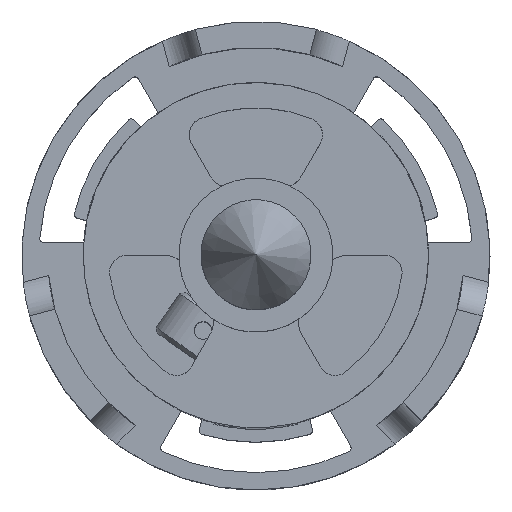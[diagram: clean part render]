
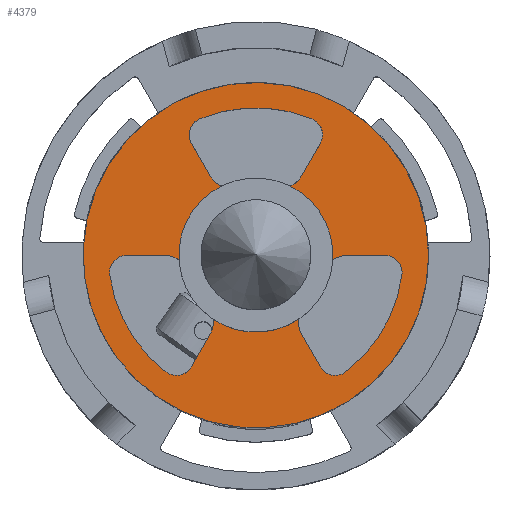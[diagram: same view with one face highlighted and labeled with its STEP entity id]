
A CAD part, top view. The second image highlights one B-rep face of the part: STEP entity #4379.
In plain terms, the highlighted face is planar.
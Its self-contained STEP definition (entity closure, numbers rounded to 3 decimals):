
#84=LINE('',#11927,#352);
#85=LINE('',#11935,#353);
#86=LINE('',#11943,#354);
#87=LINE('',#11951,#355);
#88=LINE('',#11959,#356);
#89=LINE('',#11967,#357);
#352=VECTOR('',#5452,2.142);
#353=VECTOR('',#5459,2.142);
#354=VECTOR('',#5466,2.142);
#355=VECTOR('',#5473,2.142);
#356=VECTOR('',#5480,2.142);
#357=VECTOR('',#5487,2.142);
#697=PLANE('',#4788);
#894=FACE_BOUND('',#1288,.T.);
#895=FACE_BOUND('',#1289,.T.);
#896=FACE_BOUND('',#1290,.T.);
#897=FACE_BOUND('',#1291,.T.);
#1001=FACE_OUTER_BOUND('',#1287,.T.);
#1287=EDGE_LOOP('',(#3190));
#1288=EDGE_LOOP('',(#3191,#3192,#3193,#3194,#3195,#3196,#3197,#3198));
#1289=EDGE_LOOP('',(#3199,#3200,#3201,#3202,#3203,#3204,#3205,#3206));
#1290=EDGE_LOOP('',(#3207,#3208,#3209,#3210,#3211,#3212,#3213,#3214));
#1291=EDGE_LOOP('',(#3215));
#1550=CIRCLE('',#4787,9.96);
#1551=CIRCLE('',#4789,8.5);
#1552=CIRCLE('',#4790,1.);
#1553=CIRCLE('',#4791,1.5);
#1554=CIRCLE('',#4792,4.);
#1555=CIRCLE('',#4793,1.5);
#1556=CIRCLE('',#4794,1.);
#1557=CIRCLE('',#4795,8.5);
#1558=CIRCLE('',#4796,1.);
#1559=CIRCLE('',#4797,1.5);
#1560=CIRCLE('',#4798,4.);
#1561=CIRCLE('',#4799,1.5);
#1562=CIRCLE('',#4800,1.);
#1563=CIRCLE('',#4801,8.5);
#1564=CIRCLE('',#4802,1.);
#1565=CIRCLE('',#4803,1.5);
#1566=CIRCLE('',#4804,4.);
#1567=CIRCLE('',#4805,1.5);
#1568=CIRCLE('',#4806,1.);
#1569=CIRCLE('',#4807,3.175);
#1873=VERTEX_POINT('',#11918);
#1874=VERTEX_POINT('',#11921);
#1875=VERTEX_POINT('',#11922);
#1876=VERTEX_POINT('',#11924);
#1877=VERTEX_POINT('',#11926);
#1878=VERTEX_POINT('',#11928);
#1879=VERTEX_POINT('',#11930);
#1880=VERTEX_POINT('',#11932);
#1881=VERTEX_POINT('',#11934);
#1882=VERTEX_POINT('',#11937);
#1883=VERTEX_POINT('',#11938);
#1884=VERTEX_POINT('',#11940);
#1885=VERTEX_POINT('',#11942);
#1886=VERTEX_POINT('',#11944);
#1887=VERTEX_POINT('',#11946);
#1888=VERTEX_POINT('',#11948);
#1889=VERTEX_POINT('',#11950);
#1890=VERTEX_POINT('',#11953);
#1891=VERTEX_POINT('',#11954);
#1892=VERTEX_POINT('',#11956);
#1893=VERTEX_POINT('',#11958);
#1894=VERTEX_POINT('',#11960);
#1895=VERTEX_POINT('',#11962);
#1896=VERTEX_POINT('',#11964);
#1897=VERTEX_POINT('',#11966);
#1898=VERTEX_POINT('',#11969);
#2370=EDGE_CURVE('',#1873,#1873,#1550,.T.);
#2371=EDGE_CURVE('',#1874,#1875,#1551,.F.);
#2372=EDGE_CURVE('',#1874,#1876,#1552,.T.);
#2373=EDGE_CURVE('',#1876,#1877,#84,.T.);
#2374=EDGE_CURVE('',#1877,#1878,#1553,.T.);
#2375=EDGE_CURVE('',#1878,#1879,#1554,.F.);
#2376=EDGE_CURVE('',#1879,#1880,#1555,.T.);
#2377=EDGE_CURVE('',#1881,#1880,#85,.T.);
#2378=EDGE_CURVE('',#1881,#1875,#1556,.T.);
#2379=EDGE_CURVE('',#1882,#1883,#1557,.F.);
#2380=EDGE_CURVE('',#1882,#1884,#1558,.T.);
#2381=EDGE_CURVE('',#1884,#1885,#86,.T.);
#2382=EDGE_CURVE('',#1885,#1886,#1559,.T.);
#2383=EDGE_CURVE('',#1886,#1887,#1560,.F.);
#2384=EDGE_CURVE('',#1887,#1888,#1561,.T.);
#2385=EDGE_CURVE('',#1889,#1888,#87,.T.);
#2386=EDGE_CURVE('',#1889,#1883,#1562,.T.);
#2387=EDGE_CURVE('',#1890,#1891,#1563,.F.);
#2388=EDGE_CURVE('',#1890,#1892,#1564,.T.);
#2389=EDGE_CURVE('',#1892,#1893,#88,.T.);
#2390=EDGE_CURVE('',#1893,#1894,#1565,.T.);
#2391=EDGE_CURVE('',#1894,#1895,#1566,.F.);
#2392=EDGE_CURVE('',#1895,#1896,#1567,.T.);
#2393=EDGE_CURVE('',#1897,#1896,#89,.T.);
#2394=EDGE_CURVE('',#1897,#1891,#1568,.T.);
#2395=EDGE_CURVE('',#1898,#1898,#1569,.F.);
#3190=ORIENTED_EDGE('',*,*,#2370,.F.);
#3191=ORIENTED_EDGE('',*,*,#2371,.F.);
#3192=ORIENTED_EDGE('',*,*,#2372,.T.);
#3193=ORIENTED_EDGE('',*,*,#2373,.T.);
#3194=ORIENTED_EDGE('',*,*,#2374,.T.);
#3195=ORIENTED_EDGE('',*,*,#2375,.T.);
#3196=ORIENTED_EDGE('',*,*,#2376,.T.);
#3197=ORIENTED_EDGE('',*,*,#2377,.F.);
#3198=ORIENTED_EDGE('',*,*,#2378,.T.);
#3199=ORIENTED_EDGE('',*,*,#2379,.F.);
#3200=ORIENTED_EDGE('',*,*,#2380,.T.);
#3201=ORIENTED_EDGE('',*,*,#2381,.T.);
#3202=ORIENTED_EDGE('',*,*,#2382,.T.);
#3203=ORIENTED_EDGE('',*,*,#2383,.T.);
#3204=ORIENTED_EDGE('',*,*,#2384,.T.);
#3205=ORIENTED_EDGE('',*,*,#2385,.F.);
#3206=ORIENTED_EDGE('',*,*,#2386,.T.);
#3207=ORIENTED_EDGE('',*,*,#2387,.F.);
#3208=ORIENTED_EDGE('',*,*,#2388,.T.);
#3209=ORIENTED_EDGE('',*,*,#2389,.T.);
#3210=ORIENTED_EDGE('',*,*,#2390,.T.);
#3211=ORIENTED_EDGE('',*,*,#2391,.T.);
#3212=ORIENTED_EDGE('',*,*,#2392,.T.);
#3213=ORIENTED_EDGE('',*,*,#2393,.F.);
#3214=ORIENTED_EDGE('',*,*,#2394,.T.);
#3215=ORIENTED_EDGE('',*,*,#2395,.F.);
#4379=ADVANCED_FACE('',(#1001,#894,#895,#896,#897),#697,.F.);
#4787=AXIS2_PLACEMENT_3D('',#11919,#5444,#5445);
#4788=AXIS2_PLACEMENT_3D('',#11920,#5446,#5447);
#4789=AXIS2_PLACEMENT_3D('',#11923,#5448,#5449);
#4790=AXIS2_PLACEMENT_3D('',#11925,#5450,#5451);
#4791=AXIS2_PLACEMENT_3D('',#11929,#5453,#5454);
#4792=AXIS2_PLACEMENT_3D('',#11931,#5455,#5456);
#4793=AXIS2_PLACEMENT_3D('',#11933,#5457,#5458);
#4794=AXIS2_PLACEMENT_3D('',#11936,#5460,#5461);
#4795=AXIS2_PLACEMENT_3D('',#11939,#5462,#5463);
#4796=AXIS2_PLACEMENT_3D('',#11941,#5464,#5465);
#4797=AXIS2_PLACEMENT_3D('',#11945,#5467,#5468);
#4798=AXIS2_PLACEMENT_3D('',#11947,#5469,#5470);
#4799=AXIS2_PLACEMENT_3D('',#11949,#5471,#5472);
#4800=AXIS2_PLACEMENT_3D('',#11952,#5474,#5475);
#4801=AXIS2_PLACEMENT_3D('',#11955,#5476,#5477);
#4802=AXIS2_PLACEMENT_3D('',#11957,#5478,#5479);
#4803=AXIS2_PLACEMENT_3D('',#11961,#5481,#5482);
#4804=AXIS2_PLACEMENT_3D('',#11963,#5483,#5484);
#4805=AXIS2_PLACEMENT_3D('',#11965,#5485,#5486);
#4806=AXIS2_PLACEMENT_3D('',#11968,#5488,#5489);
#4807=AXIS2_PLACEMENT_3D('',#11970,#5490,#5491);
#5444=DIRECTION('center_axis',(0.,0.,1.));
#5445=DIRECTION('ref_axis',(1.,0.,0.));
#5446=DIRECTION('center_axis',(0.,0.,1.));
#5447=DIRECTION('ref_axis',(1.,0.,0.));
#5448=DIRECTION('center_axis',(0.,0.,1.));
#5449=DIRECTION('ref_axis',(1.,0.,0.));
#5450=DIRECTION('center_axis',(0.,0.,1.));
#5451=DIRECTION('ref_axis',(1.,0.,0.));
#5452=DIRECTION('',(-0.5,0.866,0.));
#5453=DIRECTION('center_axis',(0.,0.,1.));
#5454=DIRECTION('ref_axis',(1.,0.,0.));
#5455=DIRECTION('center_axis',(0.,0.,1.));
#5456=DIRECTION('ref_axis',(1.,0.,0.));
#5457=DIRECTION('center_axis',(0.,0.,1.));
#5458=DIRECTION('ref_axis',(1.,0.,0.));
#5459=DIRECTION('',(0.5,0.866,0.));
#5460=DIRECTION('center_axis',(0.,0.,1.));
#5461=DIRECTION('ref_axis',(1.,0.,0.));
#5462=DIRECTION('center_axis',(0.,0.,1.));
#5463=DIRECTION('ref_axis',(1.,0.,0.));
#5464=DIRECTION('center_axis',(0.,0.,1.));
#5465=DIRECTION('ref_axis',(1.,0.,0.));
#5466=DIRECTION('',(-0.5,-0.866,0.));
#5467=DIRECTION('center_axis',(0.,0.,1.));
#5468=DIRECTION('ref_axis',(1.,0.,0.));
#5469=DIRECTION('center_axis',(0.,0.,1.));
#5470=DIRECTION('ref_axis',(1.,0.,0.));
#5471=DIRECTION('center_axis',(0.,0.,1.));
#5472=DIRECTION('ref_axis',(1.,0.,0.));
#5473=DIRECTION('',(-1.,0.,0.));
#5474=DIRECTION('center_axis',(0.,0.,1.));
#5475=DIRECTION('ref_axis',(1.,0.,0.));
#5476=DIRECTION('center_axis',(0.,0.,1.));
#5477=DIRECTION('ref_axis',(1.,0.,0.));
#5478=DIRECTION('center_axis',(0.,0.,1.));
#5479=DIRECTION('ref_axis',(1.,0.,0.));
#5480=DIRECTION('',(1.,0.,0.));
#5481=DIRECTION('center_axis',(0.,0.,1.));
#5482=DIRECTION('ref_axis',(1.,0.,0.));
#5483=DIRECTION('center_axis',(0.,0.,1.));
#5484=DIRECTION('ref_axis',(1.,0.,0.));
#5485=DIRECTION('center_axis',(0.,0.,1.));
#5486=DIRECTION('ref_axis',(1.,0.,0.));
#5487=DIRECTION('',(0.5,-0.866,0.));
#5488=DIRECTION('center_axis',(0.,0.,1.));
#5489=DIRECTION('ref_axis',(1.,0.,0.));
#5490=DIRECTION('center_axis',(0.,0.,1.));
#5491=DIRECTION('ref_axis',(1.,0.,0.));
#11918=CARTESIAN_POINT('',(9.96,0.,0.));
#11919=CARTESIAN_POINT('Origin',(0.,0.,0.));
#11920=CARTESIAN_POINT('Origin',(0.,0.,0.));
#11921=CARTESIAN_POINT('',(3.231,-7.862,0.));
#11922=CARTESIAN_POINT('',(-3.231,-7.862,0.));
#11923=CARTESIAN_POINT('Origin',(0.,0.,0.));
#11924=CARTESIAN_POINT('',(3.717,-6.437,0.));
#11925=CARTESIAN_POINT('Origin',(2.85,-6.937,0.));
#11926=CARTESIAN_POINT('',(2.646,-4.583,0.));
#11927=CARTESIAN_POINT('',(3.717,-6.437,0.));
#11928=CARTESIAN_POINT('',(0.979,-3.878,0.));
#11929=CARTESIAN_POINT('Origin',(1.347,-5.333,0.));
#11930=CARTESIAN_POINT('',(-0.979,-3.878,0.));
#11931=CARTESIAN_POINT('Origin',(0.,0.,0.));
#11932=CARTESIAN_POINT('',(-2.646,-4.583,0.));
#11933=CARTESIAN_POINT('Origin',(-1.347,-5.333,0.));
#11934=CARTESIAN_POINT('',(-3.717,-6.437,0.));
#11935=CARTESIAN_POINT('',(-3.717,-6.437,0.));
#11936=CARTESIAN_POINT('Origin',(-2.85,-6.937,0.));
#11937=CARTESIAN_POINT('',(5.194,6.729,0.));
#11938=CARTESIAN_POINT('',(8.424,1.133,0.));
#11939=CARTESIAN_POINT('Origin',(0.,0.,0.));
#11940=CARTESIAN_POINT('',(3.717,6.437,0.));
#11941=CARTESIAN_POINT('Origin',(4.583,5.937,0.));
#11942=CARTESIAN_POINT('',(2.646,4.583,0.));
#11943=CARTESIAN_POINT('',(3.717,6.437,0.));
#11944=CARTESIAN_POINT('',(2.869,2.787,0.));
#11945=CARTESIAN_POINT('Origin',(3.945,3.833,0.));
#11946=CARTESIAN_POINT('',(3.848,1.091,0.));
#11947=CARTESIAN_POINT('Origin',(0.,0.,0.));
#11948=CARTESIAN_POINT('',(5.292,0.,0.));
#11949=CARTESIAN_POINT('Origin',(5.292,1.5,0.));
#11950=CARTESIAN_POINT('',(7.433,0.,0.));
#11951=CARTESIAN_POINT('',(7.433,0.,0.));
#11952=CARTESIAN_POINT('Origin',(7.433,1.,0.));
#11953=CARTESIAN_POINT('',(-8.424,1.133,0.));
#11954=CARTESIAN_POINT('',(-5.194,6.729,0.));
#11955=CARTESIAN_POINT('Origin',(0.,0.,0.));
#11956=CARTESIAN_POINT('',(-7.433,0.,0.));
#11957=CARTESIAN_POINT('Origin',(-7.433,1.,0.));
#11958=CARTESIAN_POINT('',(-5.292,0.,0.));
#11959=CARTESIAN_POINT('',(-7.433,0.,0.));
#11960=CARTESIAN_POINT('',(-3.848,1.091,0.));
#11961=CARTESIAN_POINT('Origin',(-5.292,1.5,0.));
#11962=CARTESIAN_POINT('',(-2.869,2.787,0.));
#11963=CARTESIAN_POINT('Origin',(0.,0.,0.));
#11964=CARTESIAN_POINT('',(-2.646,4.583,0.));
#11965=CARTESIAN_POINT('Origin',(-3.945,3.833,0.));
#11966=CARTESIAN_POINT('',(-3.717,6.437,0.));
#11967=CARTESIAN_POINT('',(-3.717,6.437,0.));
#11968=CARTESIAN_POINT('Origin',(-4.583,5.937,0.));
#11969=CARTESIAN_POINT('',(3.175,0.,0.));
#11970=CARTESIAN_POINT('Origin',(0.,0.,0.));
